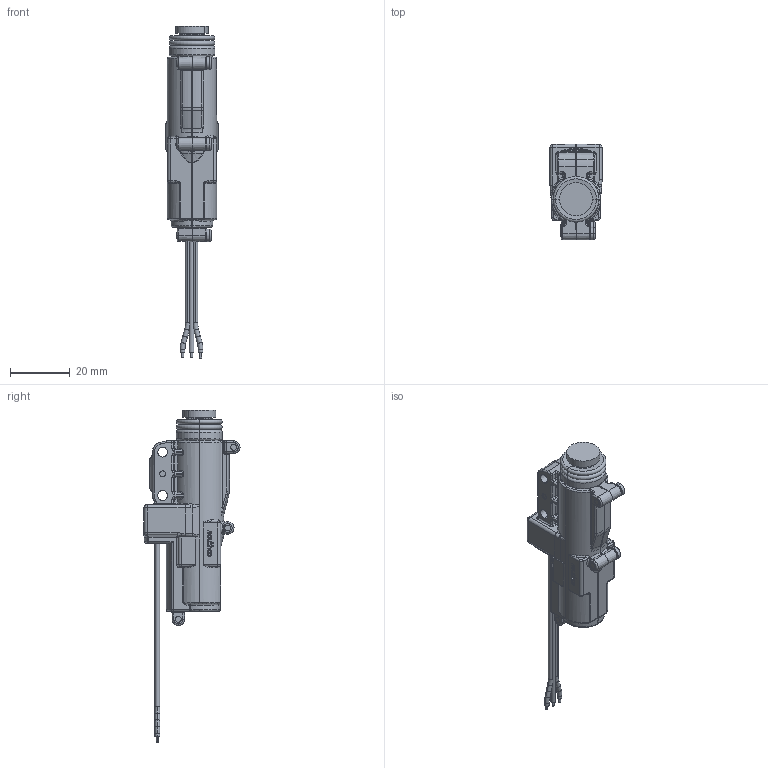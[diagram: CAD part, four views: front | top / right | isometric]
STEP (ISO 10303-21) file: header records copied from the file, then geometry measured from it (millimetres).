
FILE_DESCRIPTION (( 'STEP AP214' ), '1' );
FILE_NAME ('Southco-AC-EM-100-1021.step', '2019-05-21T09:52:56', ( '' ), ( '' ), 'SwSTEP 2.0', 'SolidWorks 2019', '' );
FILE_SCHEMA (( 'AUTOMOTIVE_DESIGN' ));
Length unit declared in the file: millimetre
Products named in the file (8): Southco-AC-EM-100-1021_AC-EM-100-1021.sldasm-Part-4; Southco-AC-EM-100-1021_AC-EM-100-1021.sldasm-Part-5; Southco-AC-EM-100-1021_AC-EM-100-1021.sldasm-Part-1; Southco-AC-EM-100-1021_AC-EM-100-1021.sldasm-Part-2; Southco-AC-EM-100-1021; Southco-AC-EM-100-1021_AC-EM-100-1021.sldasm-Part-6; Southco-AC-EM-100-1021_AC-EM-100-1021.sldasm-Part-7; Southco-AC-EM-100-1021_AC-EM-100-1021.sldasm-Part-3
Assembly tree (10 placements, depth 2):
  Southco-AC-EM-100-1021
    Southco-AC-EM-100-1021_AC-EM-100-1021.sldasm-Part-1
    Southco-AC-EM-100-1021_AC-EM-100-1021.sldasm-Part-2
    Southco-AC-EM-100-1021_AC-EM-100-1021.sldasm-Part-3
    Southco-AC-EM-100-1021_AC-EM-100-1021.sldasm-Part-4
    Southco-AC-EM-100-1021_AC-EM-100-1021.sldasm-Part-5  x4
    Southco-AC-EM-100-1021_AC-EM-100-1021.sldasm-Part-6
    Southco-AC-EM-100-1021_AC-EM-100-1021.sldasm-Part-7
Bounding box: 17.4 x 32.12 x 110.97 mm (x, y, z)
Volume: 16406 mm3; surface area: 15736.6 mm2
Topology: 10 solids, 10 shells, 1344 faces, 3285 edges, 1965 vertices
Faces by surface type: cylinder 406, plane 382, bspline 234, torus 180, sphere 76, cone 66
Entity records: 41392 total; most frequent: CARTESIAN_POINT 14771, ORIENTED_EDGE 5692, DIRECTION 5060, EDGE_CURVE 2846, AXIS2_PLACEMENT_3D 1966, VERTEX_POINT 1731, EDGE_LOOP 1241, FACE_OUTER_BOUND 1170
